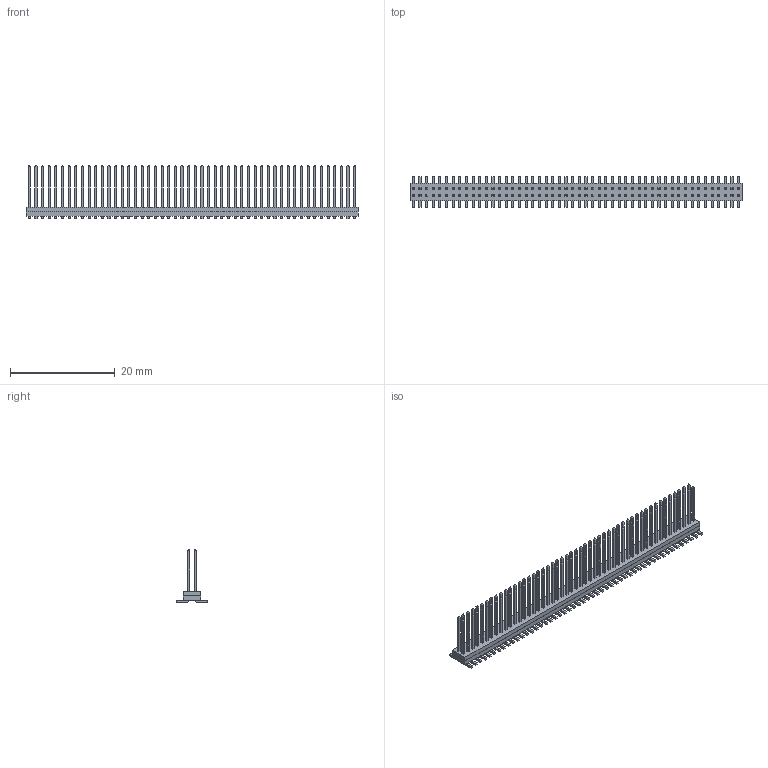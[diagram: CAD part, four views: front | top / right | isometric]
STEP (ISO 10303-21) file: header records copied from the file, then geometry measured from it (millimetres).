
FILE_DESCRIPTION(('FreeCAD Model'),'2;1');
FILE_NAME('Open CASCADE Shape Model','2025-01-29T18:19:28',(''),(''), 'Open CASCADE STEP processor 7.8','FreeCAD','Unknown');
FILE_SCHEMA(('AUTOMOTIVE_DESIGN { 1 0 10303 214 1 1 1 1 }'));
Length unit declared in the file: millimetre
Products named in the file (5): FW-50-03-G-D-085-315; FW-50-03-G-D-085-315_bottom_body; FW-50-03-G-D-085-315_pins1; FW-50-03-G-D-085-315_pins2; FW-50-03-G-D-085-315_top_body
Assembly tree (4 placements, depth 2):
  FW-50-03-G-D-085-315
    FW-50-03-G-D-085-315_bottom_body
    FW-50-03-G-D-085-315_pins1
    FW-50-03-G-D-085-315_pins2
    FW-50-03-G-D-085-315_top_body
Bounding box: 63.5 x 5.84 x 10.16 mm (x, y, z)
Volume: 635.3 mm3; surface area: 3516 mm2
Topology: 4 solids, 4 shells, 1418 faces, 3830 edges, 2420 vertices
Faces by surface type: plane 1414, cylinder 4
Entity records: 43532 total; most frequent: CARTESIAN_POINT 7673, ORIENTED_EDGE 7660, DIRECTION 7076, EDGE_CURVE 3830, LINE 3430, VECTOR 3430, VERTEX_POINT 2420, AXIS2_PLACEMENT_3D 1823
